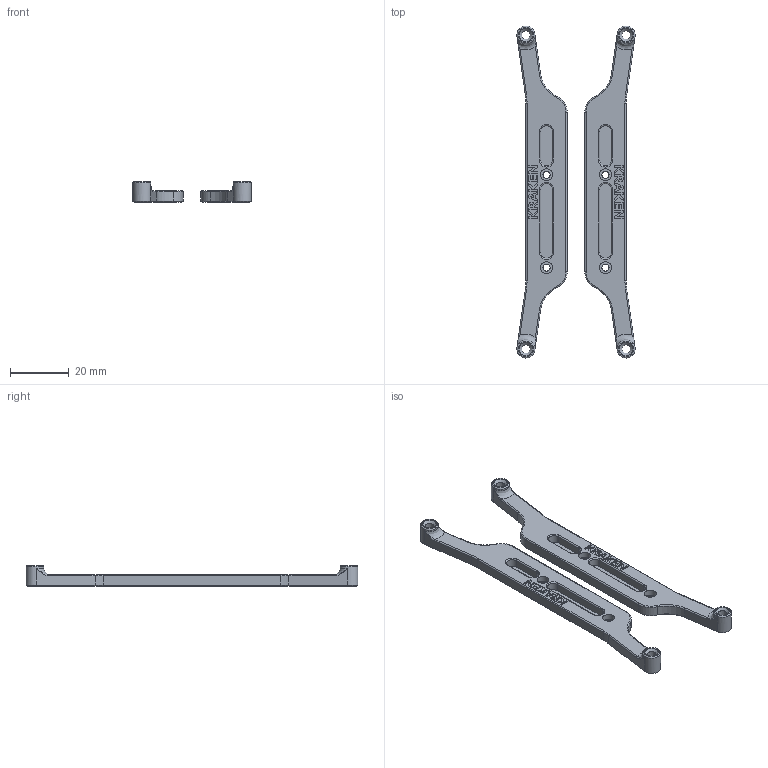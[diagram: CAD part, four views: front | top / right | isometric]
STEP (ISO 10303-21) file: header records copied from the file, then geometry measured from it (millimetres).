
FILE_DESCRIPTION(/* description */ (''),/* implementation_level */ '2;1');
FILE_NAME(/* name */ 'Kraken_2pc.step',/* time_stamp */ '2024-01-16T21:14:44-08:00',/* author */ (''),/* organization */ (''),/* preprocessor_version */ 'ST-DEVELOPER v20',/* originating_system */ 'Autodesk Translation Framework v12.14.0.127',/* authorisation */ '');
FILE_SCHEMA (('AUTOMOTIVE_DESIGN { 1 0 10303 214 3 1 1 }'));
Length unit declared in the file: millimetre
Products named in the file (1): Kraken_2pc
Bounding box: 40.1 x 112.6 x 7 mm (x, y, z)
Volume: 8678.7 mm3; surface area: 7619.3 mm2
Topology: 2 solids, 2 shells, 338 faces, 830 edges, 516 vertices
Faces by surface type: plane 202, cylinder 56, cone 28, torus 28, bspline 24
Full cylindrical faces by diameter (mm): 2.4 x4, 2.9 x4, 4 x4, 6.1 x4
Entity records: 10174 total; most frequent: CARTESIAN_POINT 2213, ORIENTED_EDGE 1644, DIRECTION 1588, EDGE_CURVE 822, LINE 590, VECTOR 590, VERTEX_POINT 516, AXIS2_PLACEMENT_3D 499
